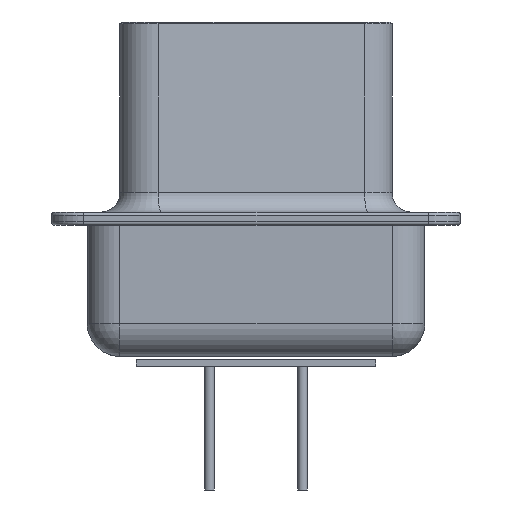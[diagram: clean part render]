
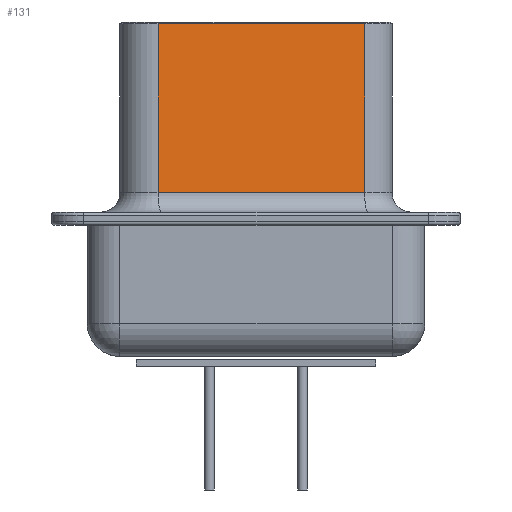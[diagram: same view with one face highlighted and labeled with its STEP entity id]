
A CAD part, left-side view. The second image highlights one B-rep face of the part: STEP entity #131.
In plain terms, the highlighted planar face has unit normal (-0.986, -0.165, 0).
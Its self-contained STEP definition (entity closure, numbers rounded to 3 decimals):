
#13=DIRECTION('',(0.,0.,1.));
#28=VECTOR('',#13,1.);
#31=VERTEX_POINT('',#32);
#32=CARTESIAN_POINT('',(-2.586,1.565,5.3));
#37=DIRECTION('',(-0.986,-0.165,0.));
#39=EDGE_CURVE('',#31,#40,#42,.T.);
#40=VERTEX_POINT('',#41);
#41=CARTESIAN_POINT('',(-2.586,1.565,10.45));
#42=LINE('',#43,#28);
#43=CARTESIAN_POINT('',(-2.586,1.565,4.7));
#89=DIRECTION('',(-0.165,0.986,0.));
#131=ADVANCED_FACE('',(#132),#152,.T.);
#132=FACE_BOUND('',#133,.T.);
#133=EDGE_LOOP('',(#134,#142,#147,#148));
#134=ORIENTED_EDGE('',*,*,#135,.T.);
#135=EDGE_CURVE('',#136,#138,#140,.T.);
#136=VERTEX_POINT('',#137);
#137=CARTESIAN_POINT('',(-1.534,-4.735,5.3));
#138=VERTEX_POINT('',#139);
#139=CARTESIAN_POINT('',(-1.534,-4.735,10.45));
#140=LINE('',#141,#28);
#141=CARTESIAN_POINT('',(-1.534,-4.735,4.7));
#142=ORIENTED_EDGE('',*,*,#143,.F.);
#143=EDGE_CURVE('',#40,#138,#144,.T.);
#144=LINE('',#41,#145);
#145=VECTOR('',#146,1.);
#146=DIRECTION('',(0.165,-0.986,0.));
#147=ORIENTED_EDGE('',*,*,#39,.F.);
#148=ORIENTED_EDGE('',*,*,#149,.F.);
#149=EDGE_CURVE('',#136,#31,#150,.T.);
#150=LINE('',#137,#151);
#151=VECTOR('',#89,1.);
#152=PLANE('',#153);
#153=AXIS2_PLACEMENT_3D('',#154,#37,#89);
#154=CARTESIAN_POINT('',(-1.395,-5.57,4.7));
